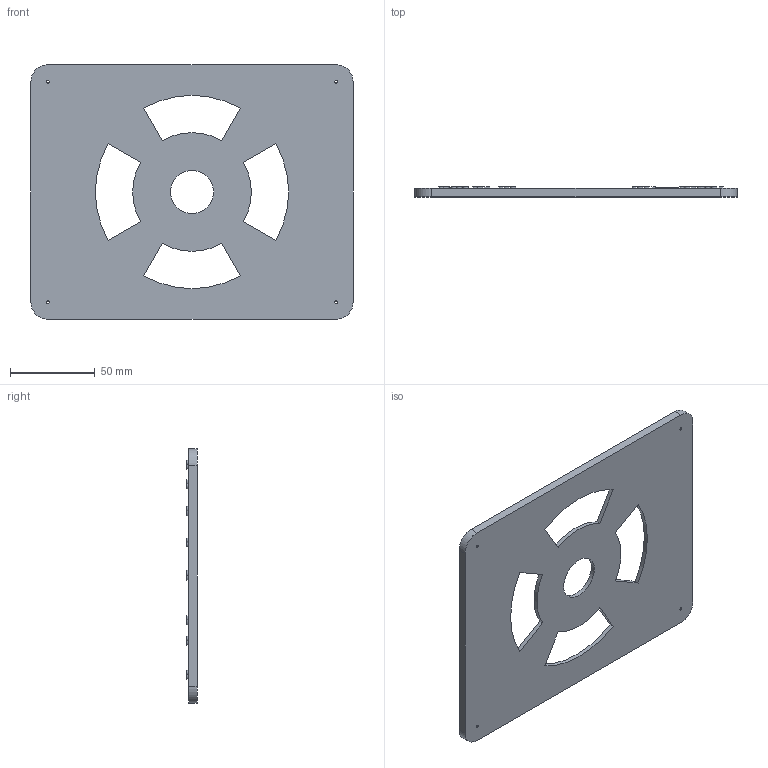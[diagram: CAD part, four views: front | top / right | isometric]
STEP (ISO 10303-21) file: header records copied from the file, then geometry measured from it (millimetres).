
FILE_DESCRIPTION(/* description */ (''),/* implementation_level */ '2;1');
FILE_NAME(/* name */ 'protractor.step',/* time_stamp */ '2024-09-05T14:32:43-03:00',/* author */ (''),/* organization */ (''),/* preprocessor_version */ 'ST-DEVELOPER v20',/* originating_system */ 'Autodesk Translation Framework v13.14.0.145',/* authorisation */ '');
FILE_SCHEMA (('AUTOMOTIVE_DESIGN { 1 0 10303 214 3 1 1 }'));
Length unit declared in the file: millimetre
Products named in the file (1): protractor
Bounding box: 190 x 6 x 150 mm (x, y, z)
Volume: 90969.5 mm3; surface area: 54626.9 mm2
Topology: 1 solids, 1 shells, 1099 faces, 3099 edges, 2066 vertices
Faces by surface type: bspline 636, plane 302, cylinder 161
Full cylindrical faces by diameter (mm): 1.6 x4, 25.5 x1
Entity records: 41799 total; most frequent: CARTESIAN_POINT 17077, ORIENTED_EDGE 6198, DIRECTION 3365, EDGE_CURVE 3099, VERTEX_POINT 2066, B_SPLINE_CURVE_WITH_KNOTS 1272, LINE 1217, VECTOR 1217
